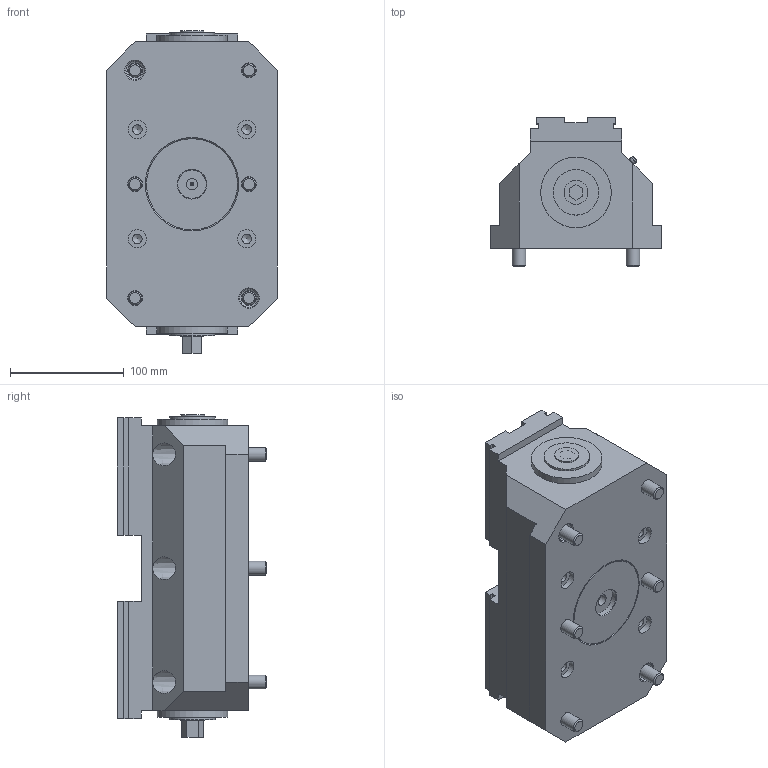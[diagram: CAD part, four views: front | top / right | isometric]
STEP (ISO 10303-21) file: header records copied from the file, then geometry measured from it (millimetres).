
FILE_DESCRIPTION((''),'2;1');
FILE_NAME('220-0250-004-Kunde.stp','2010-12-02T12:21:22',('Meier'),(''),'Autodesk Inventor 2010','Autodesk Inventor 2010','');
FILE_SCHEMA(('CONFIG_CONTROL_DESIGN'));
Length unit declared in the file: millimetre
Products named in the file (1): 220-0250-004-Kunde
Bounding box: 150 x 131 x 283 mm (x, y, z)
Volume: 3156013.7 mm3; surface area: 202516.7 mm2
Topology: 1 solids, 4 shells, 246 faces, 576 edges, 367 vertices
Faces by surface type: plane 127, bspline 58, cone 31, cylinder 22, torus 7, sphere 1
Full cylindrical faces by diameter (mm): 4 x1, 12 x6, 18 x6, 21 x2, 40 x2, 62 x2, 80 x1
Entity records: 7006 total; most frequent: CARTESIAN_POINT 1926, ORIENTED_EDGE 908, DIRECTION 898, EDGE_CURVE 454, EDGE_LOOP 364, VERTEX_POINT 334, AXIS2_PLACEMENT_3D 317, VECTOR 264
